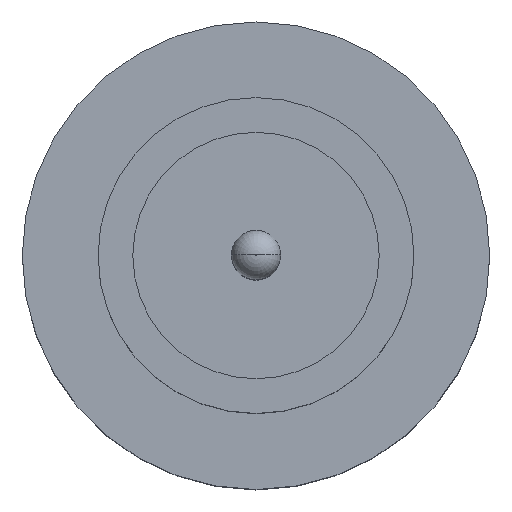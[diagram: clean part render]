
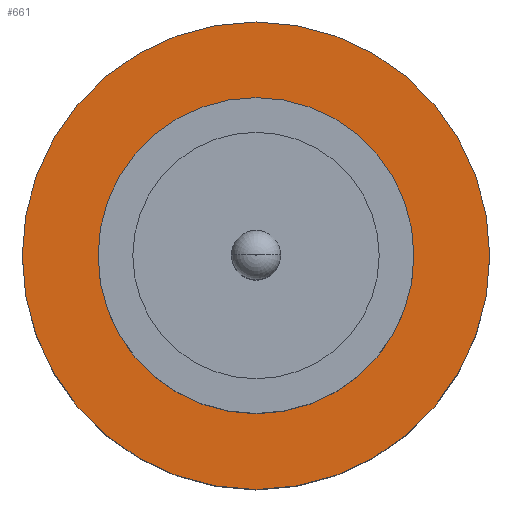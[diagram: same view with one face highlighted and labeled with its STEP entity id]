
A CAD part, top view. The second image highlights one B-rep face of the part: STEP entity #661.
In plain terms, the highlighted planar face has unit normal (0, 0, 1).
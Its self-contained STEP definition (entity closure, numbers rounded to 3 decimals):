
#12 = DIRECTION ( 'NONE',  ( 1., 0., 0. ) ) ;
#23 = AXIS2_PLACEMENT_3D ( 'NONE', #41, #271, #752 ) ;
#25 = CARTESIAN_POINT ( 'NONE',  ( 0., 0., 1.55 ) ) ;
#41 = CARTESIAN_POINT ( 'NONE',  ( 0., 0., 1.55 ) ) ;
#79 = AXIS2_PLACEMENT_3D ( 'NONE', #128, #564, #283 ) ;
#96 = VERTEX_POINT ( 'NONE', #112 ) ;
#112 = CARTESIAN_POINT ( 'NONE',  ( -1.25, 0., 1.55 ) ) ;
#128 = CARTESIAN_POINT ( 'NONE',  ( 0., 0., 1.55 ) ) ;
#162 = AXIS2_PLACEMENT_3D ( 'NONE', #627, #696, #551 ) ;
#186 = FACE_BOUND ( 'NONE', #328, .T. ) ;
#210 = CARTESIAN_POINT ( 'NONE',  ( 1.25, 0., 1.55 ) ) ;
#221 = FACE_OUTER_BOUND ( 'NONE', #256, .T. ) ;
#232 = ORIENTED_EDGE ( 'NONE', *, *, #481, .T. ) ;
#236 = AXIS2_PLACEMENT_3D ( 'NONE', #715, #294, #12 ) ;
#250 = VERTEX_POINT ( 'NONE', #639 ) ;
#256 = EDGE_LOOP ( 'NONE', ( #734, #232 ) ) ;
#271 = DIRECTION ( 'NONE',  ( 0., 0., 1. ) ) ;
#283 = DIRECTION ( 'NONE',  ( 1., 0., 0. ) ) ;
#292 = EDGE_CURVE ( 'NONE', #96, #805, #704, .T. ) ;
#294 = DIRECTION ( 'NONE',  ( 0., 0., 1. ) ) ;
#319 = EDGE_CURVE ( 'NONE', #805, #96, #777, .T. ) ;
#328 = EDGE_LOOP ( 'NONE', ( #726, #755 ) ) ;
#474 = DIRECTION ( 'NONE',  ( 0., 0., 1. ) ) ;
#481 = EDGE_CURVE ( 'NONE', #250, #533, #514, .T. ) ;
#514 = CIRCLE ( 'NONE', #751, 1.85 ) ;
#533 = VERTEX_POINT ( 'NONE', #601 ) ;
#551 = DIRECTION ( 'NONE',  ( 1., 0., 0. ) ) ;
#564 = DIRECTION ( 'NONE',  ( 0., 0., 1. ) ) ;
#580 = CIRCLE ( 'NONE', #23, 1.85 ) ;
#601 = CARTESIAN_POINT ( 'NONE',  ( -1.85, 0., 1.55 ) ) ;
#623 = EDGE_CURVE ( 'NONE', #533, #250, #580, .T. ) ;
#627 = CARTESIAN_POINT ( 'NONE',  ( 0., 0., 1.55 ) ) ;
#639 = CARTESIAN_POINT ( 'NONE',  ( 1.85, 0., 1.55 ) ) ;
#661 = ADVANCED_FACE ( 'NONE', ( #186, #221 ), #887, .T. ) ;
#696 = DIRECTION ( 'NONE',  ( 0., 0., 1. ) ) ;
#704 = CIRCLE ( 'NONE', #79, 1.25 ) ;
#715 = CARTESIAN_POINT ( 'NONE',  ( 0., 0., 1.55 ) ) ;
#726 = ORIENTED_EDGE ( 'NONE', *, *, #319, .F. ) ;
#734 = ORIENTED_EDGE ( 'NONE', *, *, #623, .T. ) ;
#751 = AXIS2_PLACEMENT_3D ( 'NONE', #25, #474, #804 ) ;
#752 = DIRECTION ( 'NONE',  ( 1., 0., 0. ) ) ;
#755 = ORIENTED_EDGE ( 'NONE', *, *, #292, .F. ) ;
#777 = CIRCLE ( 'NONE', #236, 1.25 ) ;
#804 = DIRECTION ( 'NONE',  ( 1., 0., 0. ) ) ;
#805 = VERTEX_POINT ( 'NONE', #210 ) ;
#887 = PLANE ( 'NONE',  #162 ) ;
